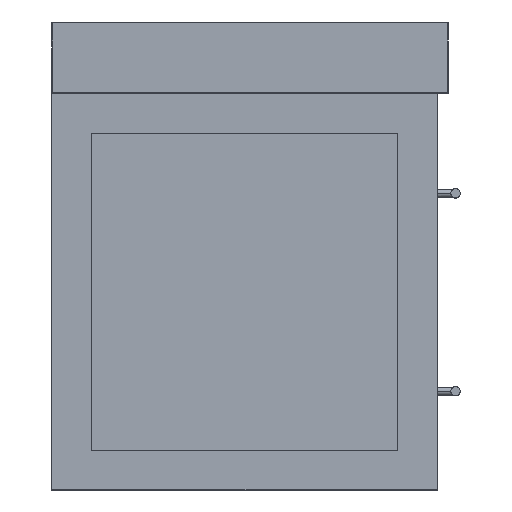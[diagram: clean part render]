
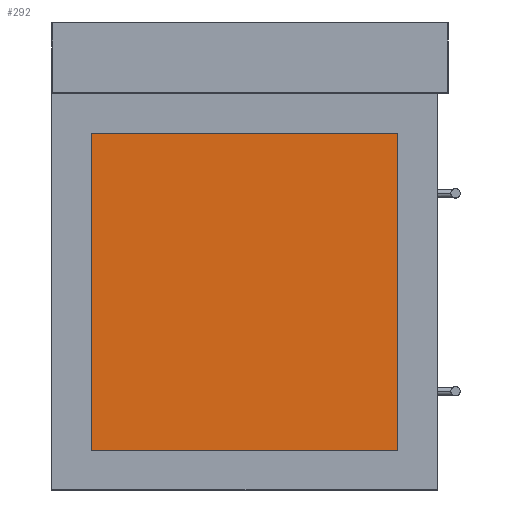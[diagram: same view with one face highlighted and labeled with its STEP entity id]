
A CAD part, left-side view. The second image highlights one B-rep face of the part: STEP entity #292.
In plain terms, the highlighted planar face has unit normal (-1, 0, 0).
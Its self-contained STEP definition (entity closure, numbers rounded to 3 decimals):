
#292=ADVANCED_FACE('',(#451),#2377,.T.);
#451=FACE_OUTER_BOUND('',#631,.T.);
#631=EDGE_LOOP('',(#1137,#1138,#1139,#1140));
#1137=ORIENTED_EDGE('',*,*,#1608,.T.);
#1138=ORIENTED_EDGE('',*,*,#1614,.T.);
#1139=ORIENTED_EDGE('',*,*,#1612,.T.);
#1140=ORIENTED_EDGE('',*,*,#1610,.T.);
#1608=EDGE_CURVE('',#2230,#2229,#1895,.T.);
#1610=EDGE_CURVE('',#2231,#2230,#1897,.T.);
#1612=EDGE_CURVE('',#2232,#2231,#1899,.T.);
#1614=EDGE_CURVE('',#2229,#2232,#1901,.T.);
#1895=B_SPLINE_CURVE_WITH_KNOTS('',1,(#4101,#4102),.UNSPECIFIED.,.F.,.F.,
(2,2),(-386.,0.),.UNSPECIFIED.);
#1897=B_SPLINE_CURVE_WITH_KNOTS('',1,(#4105,#4106),.UNSPECIFIED.,.F.,.F.,
(2,2),(-400.,0.),.UNSPECIFIED.);
#1899=B_SPLINE_CURVE_WITH_KNOTS('',1,(#4109,#4110),.UNSPECIFIED.,.F.,.F.,
(2,2),(-386.,0.),.UNSPECIFIED.);
#1901=B_SPLINE_CURVE_WITH_KNOTS('',1,(#4113,#4114),.UNSPECIFIED.,.F.,.F.,
(2,2),(-400.,0.),.UNSPECIFIED.);
#2229=VERTEX_POINT('',#4063);
#2230=VERTEX_POINT('',#4064);
#2231=VERTEX_POINT('',#4065);
#2232=VERTEX_POINT('',#4066);
#2377=PLANE('',#2759);
#2759=AXIS2_PLACEMENT_3D('',#4050,#2942,$);
#2942=DIRECTION('',(-1.,0.,0.));
#4050=CARTESIAN_POINT('',(-591.,240.,11.4));
#4063=CARTESIAN_POINT('',(-591.,200.,50.));
#4064=CARTESIAN_POINT('',(-591.,200.,436.));
#4065=CARTESIAN_POINT('',(-591.,-200.,436.));
#4066=CARTESIAN_POINT('',(-591.,-200.,50.));
#4101=CARTESIAN_POINT('',(-591.,200.,436.));
#4102=CARTESIAN_POINT('',(-591.,200.,50.));
#4105=CARTESIAN_POINT('',(-591.,-200.,436.));
#4106=CARTESIAN_POINT('',(-591.,200.,436.));
#4109=CARTESIAN_POINT('',(-591.,-200.,50.));
#4110=CARTESIAN_POINT('',(-591.,-200.,436.));
#4113=CARTESIAN_POINT('',(-591.,200.,50.));
#4114=CARTESIAN_POINT('',(-591.,-200.,50.));
